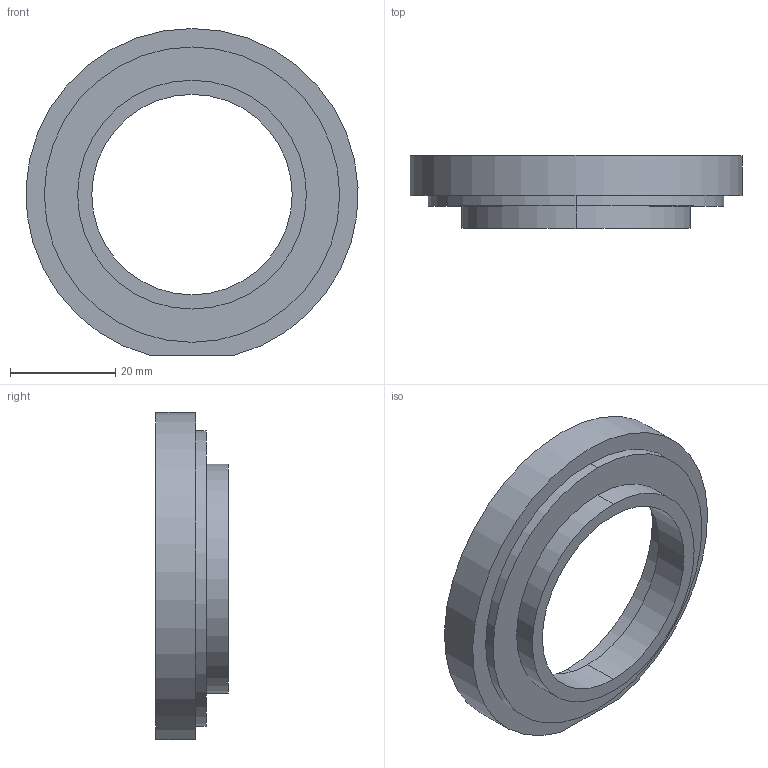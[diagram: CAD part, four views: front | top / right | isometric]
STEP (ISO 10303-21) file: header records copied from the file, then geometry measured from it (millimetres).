
FILE_DESCRIPTION (( 'STEP AP214' ), '1' );
FILE_NAME ('Leica_M-FX_Adapter.STEP', '2026-02-02T19:54:14', ( '' ), ( '' ), '', '', '' );
FILE_SCHEMA (( 'AUTOMOTIVE_DESIGN' ));
Length unit declared in the file: millimetre
Products named in the file (1): Leica_M-FX_Adapter
Bounding box: 62.95 x 13.75 x 62 mm (x, y, z)
Volume: 14516.2 mm3; surface area: 8279.9 mm2
Topology: 1 solids, 1 shells, 34 faces, 76 edges, 44 vertices
Faces by surface type: cylinder 19, cone 8, plane 7
Entity records: 925 total; most frequent: DIRECTION 176, CARTESIAN_POINT 147, ORIENTED_EDGE 136, AXIS2_PLACEMENT_3D 73, EDGE_CURVE 68, EDGE_LOOP 44, VERTEX_POINT 44, CIRCLE 38
